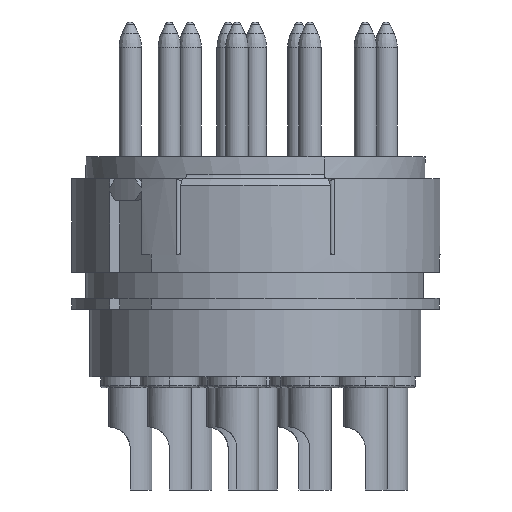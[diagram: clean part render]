
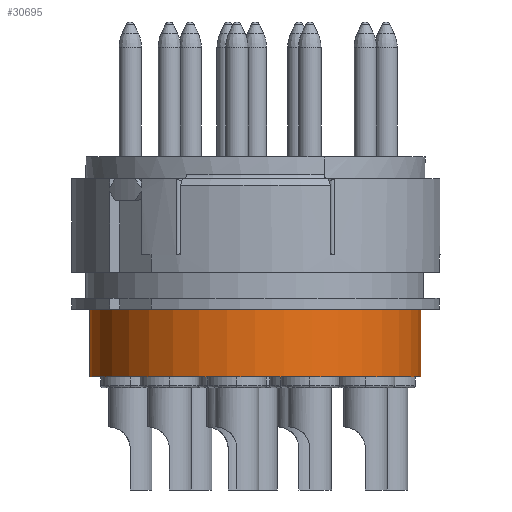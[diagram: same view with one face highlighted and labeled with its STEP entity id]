
A CAD part, left-side view. The second image highlights one B-rep face of the part: STEP entity #30695.
In plain terms, the highlighted cylindrical face has radius 7.6 mm (diameter 15.2 mm), a partial arc.
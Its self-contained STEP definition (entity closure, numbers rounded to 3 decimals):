
#1126=CARTESIAN_POINT('',(0.,0.,-2.5));
#1127=DIRECTION('',(0.,0.,-1.));
#1128=DIRECTION('',(0.,-1.,0.));
#1129=AXIS2_PLACEMENT_3D('',#1126,#1127,#1128);
#1131=DIRECTION('',(0.,0.,-1.));
#1132=VECTOR('',#1131,3.1);
#1133=CARTESIAN_POINT('',(0.,-7.6,-2.5));
#1134=LINE('',#1133,#1132);
#1135=DIRECTION('',(0.,0.,-1.));
#1136=VECTOR('',#1135,3.1);
#1137=CARTESIAN_POINT('',(0.,7.6,-2.5));
#1138=LINE('',#1137,#1136);
#1144=CARTESIAN_POINT('',(0.,0.,-5.6));
#1145=DIRECTION('',(0.,0.,-1.));
#1146=DIRECTION('',(0.,-1.,0.));
#1147=AXIS2_PLACEMENT_3D('',#1144,#1145,#1146);
#22414=CARTESIAN_POINT('',(0.,-7.6,-2.5));
#22415=CARTESIAN_POINT('',(0.,-7.6,-5.6));
#22416=VERTEX_POINT('',#22414);
#22417=VERTEX_POINT('',#22415);
#22418=CARTESIAN_POINT('',(0.,7.6,-2.5));
#22419=CARTESIAN_POINT('',(0.,7.6,-5.6));
#22420=VERTEX_POINT('',#22418);
#22421=VERTEX_POINT('',#22419);
#30681=CARTESIAN_POINT('',(0.,0.,-6.08));
#30682=DIRECTION('',(0.,0.,1.));
#30683=DIRECTION('',(0.,1.,0.));
#30684=AXIS2_PLACEMENT_3D('',#30681,#30682,#30683);
#30685=CYLINDRICAL_SURFACE('',#30684,7.6);
#30686=ORIENTED_EDGE('',*,*,#29959,.F.);
#30688=ORIENTED_EDGE('',*,*,#30687,.T.);
#30690=ORIENTED_EDGE('',*,*,#30689,.T.);
#30692=ORIENTED_EDGE('',*,*,#30691,.F.);
#30693=EDGE_LOOP('',(#30686,#30688,#30690,#30692));
#30694=FACE_OUTER_BOUND('',#30693,.F.);
#1130=CIRCLE('',#1129,7.6);
#1148=CIRCLE('',#1147,7.6);
#29959=EDGE_CURVE('',#22416,#22420,#1130,.T.);
#30687=EDGE_CURVE('',#22416,#22417,#1134,.T.);
#30689=EDGE_CURVE('',#22417,#22421,#1148,.T.);
#30691=EDGE_CURVE('',#22420,#22421,#1138,.T.);
#30695=ADVANCED_FACE('',(#30694),#30685,.T.);
